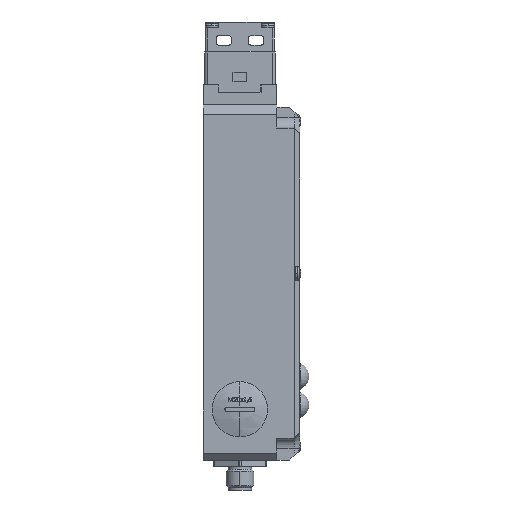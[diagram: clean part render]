
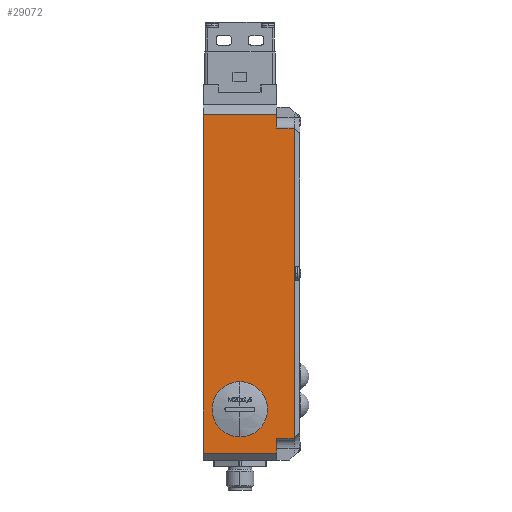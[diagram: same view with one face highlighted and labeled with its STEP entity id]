
A CAD part, left-side view. The second image highlights one B-rep face of the part: STEP entity #29072.
In plain terms, the highlighted planar face has unit normal (-1, 0, 0).
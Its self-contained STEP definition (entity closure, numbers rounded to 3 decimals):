
#663=DIRECTION('',(0.,0.,-1.));
#664=VECTOR('',#663,6.);
#665=CARTESIAN_POINT('',(-5.,-32.,1.5));
#666=LINE('',#665,#664);
#770=DIRECTION('',(0.,0.,-1.));
#771=VECTOR('',#770,6.5);
#772=CARTESIAN_POINT('',(-5.,-32.,-139.));
#773=LINE('',#772,#771);
#8709=DIRECTION('',(0.,1.,0.));
#8710=VECTOR('',#8709,7.5);
#8711=CARTESIAN_POINT('',(-5.,-39.5,
-4.5));
#8712=LINE('',#8711,#8710);
#8716=DIRECTION('',(0.,0.,-1.));
#8717=VECTOR('',#8716,147.);
#8718=CARTESIAN_POINT('',(-5.,0.,1.5));
#8719=LINE('',#8718,#8717);
#8723=DIRECTION('',(0.,1.,0.));
#8724=VECTOR('',#8723,32.);
#8725=CARTESIAN_POINT('',(-5.,-32.,1.5));
#8726=LINE('',#8725,#8724);
#8730=CARTESIAN_POINT('',(-5.,-16.,-126.5));
#8731=DIRECTION('',(1.,0.,0.));
#8732=DIRECTION('',(0.,0.,-1.));
#8733=AXIS2_PLACEMENT_3D('',#8730,#8731,#8732);
#8738=CARTESIAN_POINT('',(-5.,-16.,-126.5));
#8739=DIRECTION('',(1.,0.,0.));
#8740=DIRECTION('',(0.,0.,1.));
#8741=AXIS2_PLACEMENT_3D('',#8738,#8739,#8740);
#8781=DIRECTION('',(0.,0.,-1.));
#8782=VECTOR('',#8781,134.5);
#8783=CARTESIAN_POINT('',(-5.,-39.5,
-4.5));
#8784=LINE('',#8783,#8782);
#10708=DIRECTION('',(0.,1.,0.));
#10709=VECTOR('',#10708,32.);
#10710=CARTESIAN_POINT('',(-5.,-32.,-145.5));
#10711=LINE('',#10710,#10709);
#10792=DIRECTION('',(0.,1.,0.));
#10793=VECTOR('',#10792,7.5);
#10794=CARTESIAN_POINT('',(-5.,-39.5,
-139.));
#10795=LINE('',#10794,#10793);
#20443=CARTESIAN_POINT('',(-5.,-39.5,
-4.5));
#20444=CARTESIAN_POINT('',(-5.,-39.5,
-139.));
#20445=VERTEX_POINT('',#20443);
#20446=VERTEX_POINT('',#20444);
#20471=CARTESIAN_POINT('',(-5.,-16.,-114.5));
#20472=CARTESIAN_POINT('',(-5.,-16.,-138.5));
#20473=VERTEX_POINT('',#20471);
#20474=VERTEX_POINT('',#20472);
#20800=CARTESIAN_POINT('',(-5.,-32.,-145.5));
#20801=VERTEX_POINT('',#20800);
#21447=CARTESIAN_POINT('',(-5.,0.,1.5));
#21448=CARTESIAN_POINT('',(-5.,0.,-145.5));
#21449=VERTEX_POINT('',#21447);
#21450=VERTEX_POINT('',#21448);
#21762=CARTESIAN_POINT('',(-5.,-32.,-4.5));
#21763=VERTEX_POINT('',#21762);
#21841=CARTESIAN_POINT('',(-5.,-32.,1.5));
#21842=VERTEX_POINT('',#21841);
#21967=CARTESIAN_POINT('',(-5.,-32.,-139.));
#21968=VERTEX_POINT('',#21967);
#29047=CARTESIAN_POINT('',(-5.,0.,-145.5));
#29048=DIRECTION('',(-1.,0.,0.));
#29049=DIRECTION('',(0.,-1.,0.));
#29050=AXIS2_PLACEMENT_3D('',#29047,#29048,#29049);
#29051=PLANE('',#29050);
#29052=ORIENTED_EDGE('',*,*,#22478,.T.);
#29054=ORIENTED_EDGE('',*,*,#29053,.F.);
#29056=ORIENTED_EDGE('',*,*,#29055,.T.);
#29058=ORIENTED_EDGE('',*,*,#29057,.T.);
#29059=ORIENTED_EDGE('',*,*,#22539,.T.);
#29061=ORIENTED_EDGE('',*,*,#29060,.T.);
#29062=ORIENTED_EDGE('',*,*,#22579,.F.);
#29063=ORIENTED_EDGE('',*,*,#29040,.F.);
#29064=EDGE_LOOP('',(#29052,#29054,#29056,#29058,#29059,#29061,#29062,#29063));
#29065=FACE_OUTER_BOUND('',#29064,.F.);
#29067=ORIENTED_EDGE('',*,*,#29066,.F.);
#29069=ORIENTED_EDGE('',*,*,#29068,.F.);
#29070=EDGE_LOOP('',(#29067,#29069));
#29071=FACE_BOUND('',#29070,.F.);
#29072=ADVANCED_FACE('',(#29065,#29071),#29051,.T.);
#8734=CIRCLE('',#8733,12.);
#8742=CIRCLE('',#8741,12.);
#22478=EDGE_CURVE('',#21842,#21763,#666,.T.);
#22539=EDGE_CURVE('',#21968,#20801,#773,.T.);
#22579=EDGE_CURVE('',#21449,#21450,#8719,.T.);
#29040=EDGE_CURVE('',#21842,#21449,#8726,.T.);
#29053=EDGE_CURVE('',#20445,#21763,#8712,.T.);
#29055=EDGE_CURVE('',#20445,#20446,#8784,.T.);
#29057=EDGE_CURVE('',#20446,#21968,#10795,.T.);
#29060=EDGE_CURVE('',#20801,#21450,#10711,.T.);
#29066=EDGE_CURVE('',#20474,#20473,#8734,.T.);
#29068=EDGE_CURVE('',#20473,#20474,#8742,.T.);
